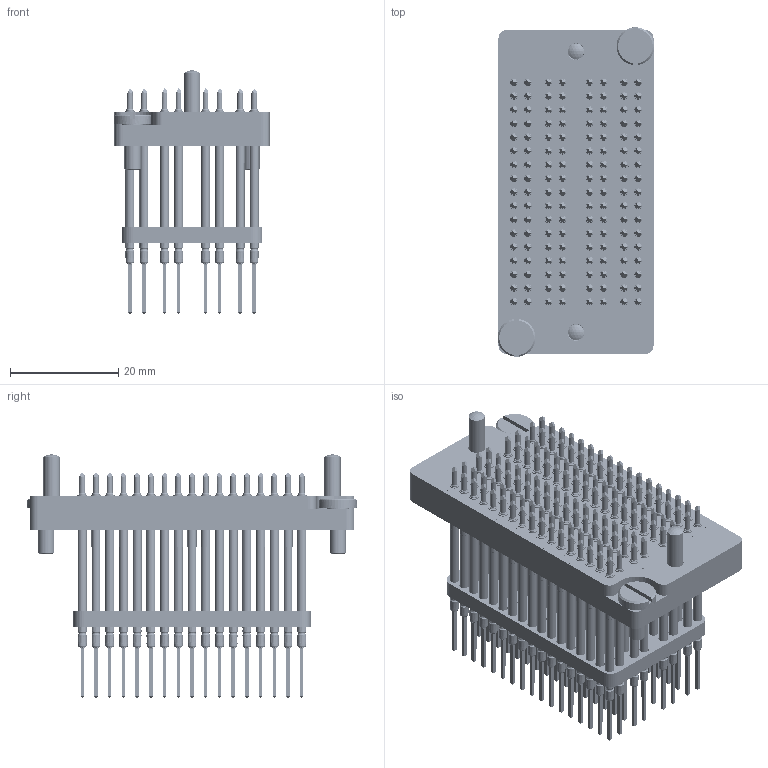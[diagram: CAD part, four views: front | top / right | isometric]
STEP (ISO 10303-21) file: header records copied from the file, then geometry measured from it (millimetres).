
FILE_DESCRIPTION (( 'STEP AP214' ), '1' );
FILE_NAME ('INGUN_109465.STEP', '2023-03-08T08:37:57', ( '' ), ( '' ), 'SwSTEP 2.0', 'SolidWorks 2021', '' );
FILE_SCHEMA (( 'AUTOMOTIVE_DESIGN' ));
Length unit declared in the file: millimetre
Products named in the file (9): 109466~2_S; GKS-945-0005__ADA~gks_S; INFO_4619~0_SBP-T_Kontaktierung-Seite-2<S>; DIN6325~n_03,0m6x014; KS-945-Master__ADA~ks_KS-945 47; DIN923~n_M03x04-A2; INGUN_109465; 36802~3_S
Assembly tree (280 placements, depth 3):
  INGUN_109465
    109466~2_S
      109466~2_S
      INFO_4619~0_SBP-T_Kontaktierung-Seite-2<S>
    36802~3_S
    KS-945-Master__ADA~ks_KS-945 47  x136
    GKS-945-0005__ADA~gks_S  x136
    DIN923~n_M03x04-A2  x2
    DIN6325~n_03,0m6x014  x2
Bounding box: 29 x 61 x 45.05 mm (x, y, z)
Volume: 24305.7 mm3; surface area: 50534.7 mm2
Topology: 591 solids, 591 shells, 9706 faces, 20236 edges, 12126 vertices
Faces by surface type: cylinder 3866, plane 2663, torus 1632, cone 1378, bspline 159, sphere 8
Entity records: 50607 total; most frequent: CARTESIAN_POINT 17106, DIRECTION 6690, ORIENTED_EDGE 6332, EDGE_CURVE 3166, AXIS2_PLACEMENT_3D 2569, VERTEX_POINT 2097, EDGE_LOOP 1765, LINE 1552
